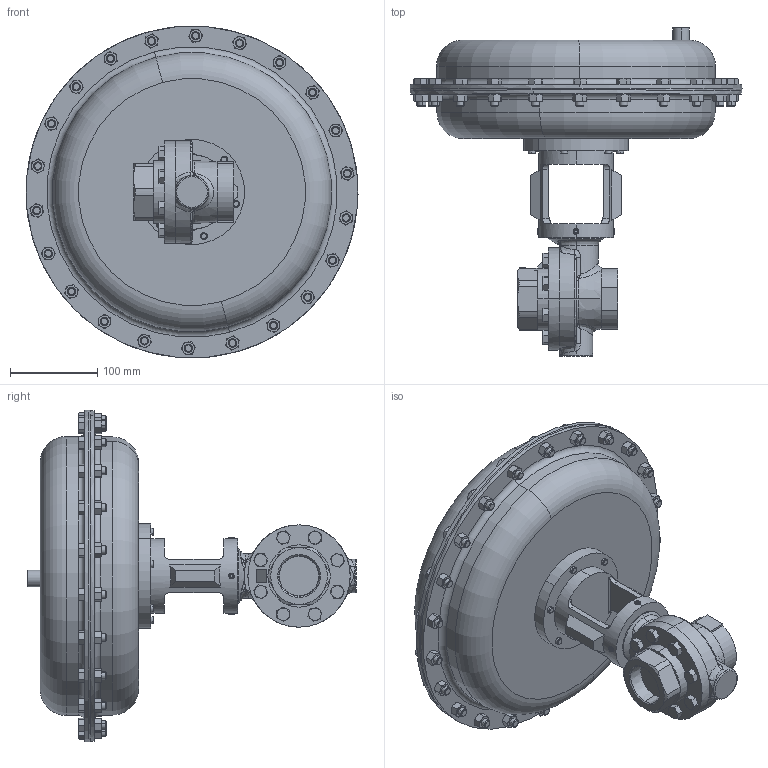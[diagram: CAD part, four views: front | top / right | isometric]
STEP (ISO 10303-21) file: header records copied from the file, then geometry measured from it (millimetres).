
FILE_DESCRIPTION (( 'STEP AP203' ), '1' );
FILE_NAME ('70-150-DI+BR-PT-85M.STEP', '2017-08-31T17:08:26', ( '' ), ( '' ), 'SwSTEP 2.0', 'SolidWorks 2014', '' );
FILE_SCHEMA (( 'CONFIG_CONTROL_DESIGN' ));
Length unit declared in the file: inch
Products named in the file (1): 70-150-DI+BR-PT-85M
Bounding box: 380.96 x 377.23 x 380.89 mm (x, y, z)
Volume: 10281062.3 mm3; surface area: 429038.1 mm2
Topology: 1 solids, 1 shells, 1190 faces, 2702 edges, 1602 vertices
Faces by surface type: cone 534, plane 484, cylinder 126, bspline 27, torus 19
Entity records: 38481 total; most frequent: CARTESIAN_POINT 13514, ORIENTED_EDGE 5392, DIRECTION 4792, EDGE_CURVE 2696, AXIS2_PLACEMENT_3D 1975, VERTEX_POINT 1602, EDGE_LOOP 1286, ADVANCED_FACE 1190
